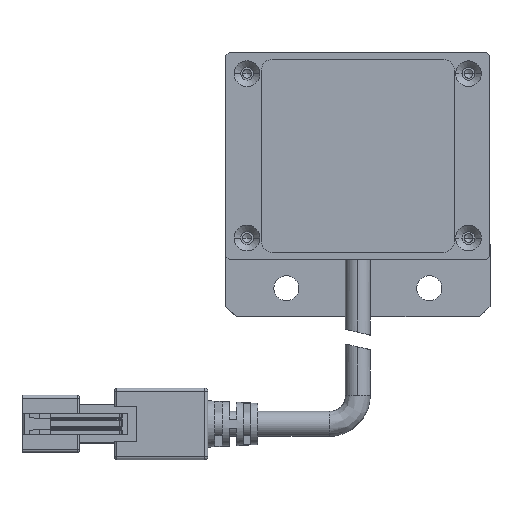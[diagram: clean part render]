
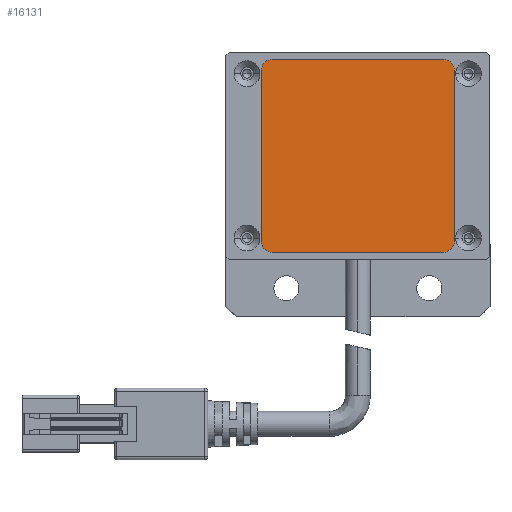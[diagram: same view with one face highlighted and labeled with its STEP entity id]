
A CAD part, top view. The second image highlights one B-rep face of the part: STEP entity #16131.
In plain terms, the highlighted planar face has unit normal (0, 0, 1).
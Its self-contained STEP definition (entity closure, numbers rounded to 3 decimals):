
#154 = DIRECTION ( 'NONE',  ( 0., 0., 1. ) ) ;
#171 = CARTESIAN_POINT ( 'NONE',  ( 12.471, 11.446, 16.1 ) ) ;
#197 = EDGE_CURVE ( 'NONE', #14022, #16503, #16750, .T. ) ;
#741 = ORIENTED_EDGE ( 'NONE', *, *, #14996, .T. ) ;
#1135 = CARTESIAN_POINT ( 'NONE',  ( -11.529, -12.554, 16.1 ) ) ;
#1222 = DIRECTION ( 'NONE',  ( 0., 0., 1. ) ) ;
#1295 = VECTOR ( 'NONE', #3898, 1000. ) ;
#1733 = DIRECTION ( 'NONE',  ( 1., 0., 0. ) ) ;
#1981 = CARTESIAN_POINT ( 'NONE',  ( 12.471, -12.554, 16.1 ) ) ;
#2693 = DIRECTION ( 'NONE',  ( 1., 0., 0. ) ) ;
#2699 = CARTESIAN_POINT ( 'NONE',  ( 12.471, -14.054, 16.1 ) ) ;
#3158 = VERTEX_POINT ( 'NONE', #9872 ) ;
#3184 = CARTESIAN_POINT ( 'NONE',  ( 13.971, -12.554, 16.1 ) ) ;
#3227 = PLANE ( 'NONE',  #6215 ) ;
#3553 = DIRECTION ( 'NONE',  ( 1., 0., 0. ) ) ;
#3898 = DIRECTION ( 'NONE',  ( -1., 0., 0. ) ) ;
#4015 = EDGE_CURVE ( 'NONE', #5252, #12332, #10585, .T. ) ;
#4155 = FACE_OUTER_BOUND ( 'NONE', #11741, .T. ) ;
#4452 = EDGE_CURVE ( 'NONE', #12332, #6863, #9323, .T. ) ;
#4532 = ORIENTED_EDGE ( 'NONE', *, *, #8290, .T. ) ;
#4717 = CARTESIAN_POINT ( 'NONE',  ( -13.029, 11.446, 16.1 ) ) ;
#5252 = VERTEX_POINT ( 'NONE', #7569 ) ;
#5917 = LINE ( 'NONE', #18882, #7154 ) ;
#6066 = ORIENTED_EDGE ( 'NONE', *, *, #4015, .T. ) ;
#6215 = AXIS2_PLACEMENT_3D ( 'NONE', #9471, #154, #11030 ) ;
#6863 = VERTEX_POINT ( 'NONE', #10094 ) ;
#7154 = VECTOR ( 'NONE', #15858, 1000. ) ;
#7262 = ORIENTED_EDGE ( 'NONE', *, *, #17693, .T. ) ;
#7569 = CARTESIAN_POINT ( 'NONE',  ( -11.529, 12.946, 16.1 ) ) ;
#8290 = EDGE_CURVE ( 'NONE', #16503, #5252, #13716, .T. ) ;
#8944 = VERTEX_POINT ( 'NONE', #2699 ) ;
#9323 = LINE ( 'NONE', #11752, #12977 ) ;
#9354 = DIRECTION ( 'NONE',  ( 0., 1., 0. ) ) ;
#9471 = CARTESIAN_POINT ( 'NONE',  ( -11.529, 11.446, 16.1 ) ) ;
#9872 = CARTESIAN_POINT ( 'NONE',  ( -11.529, -14.054, 16.1 ) ) ;
#10094 = CARTESIAN_POINT ( 'NONE',  ( -13.029, -12.554, 16.1 ) ) ;
#10534 = CARTESIAN_POINT ( 'NONE',  ( -11.529, 11.446, 16.1 ) ) ;
#10585 = CIRCLE ( 'NONE', #14930, 1.5 ) ;
#10823 = VERTEX_POINT ( 'NONE', #12967 ) ;
#11019 = VECTOR ( 'NONE', #9354, 1000. ) ;
#11030 = DIRECTION ( 'NONE',  ( 1., 0., 0. ) ) ;
#11049 = DIRECTION ( 'NONE',  ( 0., 0., 1. ) ) ;
#11156 = CIRCLE ( 'NONE', #19761, 1.5 ) ;
#11360 = CARTESIAN_POINT ( 'NONE',  ( 13.971, 11.446, 16.1 ) ) ;
#11509 = LINE ( 'NONE', #3184, #11019 ) ;
#11741 = EDGE_LOOP ( 'NONE', ( #6066, #19403, #7262, #15786, #12687, #741, #19253, #4532 ) ) ;
#11752 = CARTESIAN_POINT ( 'NONE',  ( -13.029, 11.446, 16.1 ) ) ;
#12026 = DIRECTION ( 'NONE',  ( 0., 0., 1. ) ) ;
#12071 = CARTESIAN_POINT ( 'NONE',  ( 12.471, 12.946, 16.1 ) ) ;
#12118 = DIRECTION ( 'NONE',  ( 1., 0., 0. ) ) ;
#12332 = VERTEX_POINT ( 'NONE', #4717 ) ;
#12687 = ORIENTED_EDGE ( 'NONE', *, *, #16208, .T. ) ;
#12867 = DIRECTION ( 'NONE',  ( 0., 0., 1. ) ) ;
#12967 = CARTESIAN_POINT ( 'NONE',  ( 13.971, -12.554, 16.1 ) ) ;
#12977 = VECTOR ( 'NONE', #13326, 1000. ) ;
#13326 = DIRECTION ( 'NONE',  ( 0., -1., 0. ) ) ;
#13644 = AXIS2_PLACEMENT_3D ( 'NONE', #171, #11049, #1733 ) ;
#13716 = LINE ( 'NONE', #14852, #1295 ) ;
#14022 = VERTEX_POINT ( 'NONE', #11360 ) ;
#14852 = CARTESIAN_POINT ( 'NONE',  ( 12.471, 12.946, 16.1 ) ) ;
#14930 = AXIS2_PLACEMENT_3D ( 'NONE', #10534, #1222, #12118 ) ;
#14996 = EDGE_CURVE ( 'NONE', #10823, #14022, #11509, .T. ) ;
#15786 = ORIENTED_EDGE ( 'NONE', *, *, #18384, .T. ) ;
#15858 = DIRECTION ( 'NONE',  ( 1., 0., 0. ) ) ;
#16131 = ADVANCED_FACE ( 'NONE', ( #4155 ), #3227, .T. ) ;
#16185 = AXIS2_PLACEMENT_3D ( 'NONE', #1135, #12026, #2693 ) ;
#16208 = EDGE_CURVE ( 'NONE', #8944, #10823, #11156, .T. ) ;
#16503 = VERTEX_POINT ( 'NONE', #12071 ) ;
#16750 = CIRCLE ( 'NONE', #13644, 1.5 ) ;
#17693 = EDGE_CURVE ( 'NONE', #6863, #3158, #18600, .T. ) ;
#18384 = EDGE_CURVE ( 'NONE', #3158, #8944, #5917, .T. ) ;
#18600 = CIRCLE ( 'NONE', #16185, 1.5 ) ;
#18882 = CARTESIAN_POINT ( 'NONE',  ( -11.529, -14.054, 16.1 ) ) ;
#19253 = ORIENTED_EDGE ( 'NONE', *, *, #197, .T. ) ;
#19403 = ORIENTED_EDGE ( 'NONE', *, *, #4452, .T. ) ;
#19761 = AXIS2_PLACEMENT_3D ( 'NONE', #1981, #12867, #3553 ) ;
